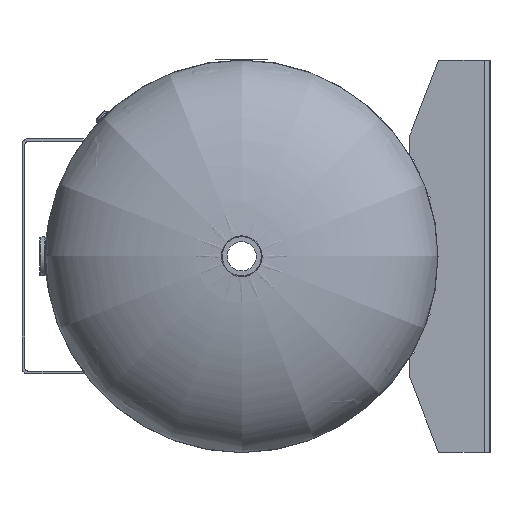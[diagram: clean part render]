
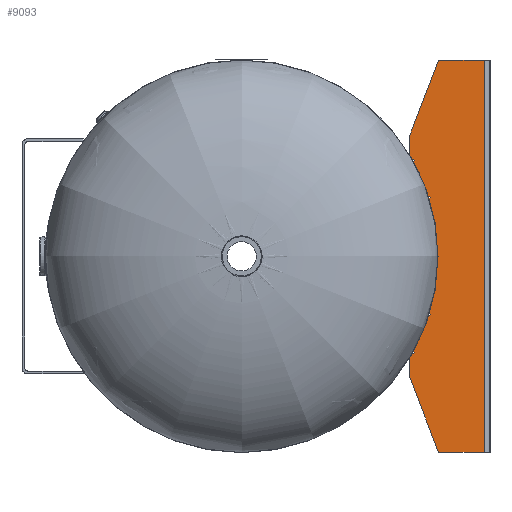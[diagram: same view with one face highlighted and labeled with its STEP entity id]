
A CAD part, left-side view. The second image highlights one B-rep face of the part: STEP entity #9093.
In plain terms, the highlighted planar face has unit normal (-1, 0, 0).
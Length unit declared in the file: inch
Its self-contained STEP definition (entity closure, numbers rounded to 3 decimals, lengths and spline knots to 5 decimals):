
#543=CIRCLE('',#9961,15.);
#545=CIRCLE('',#9964,15.);
#546=CIRCLE('',#9966,15.);
#548=CIRCLE('',#9969,15.);
#549=CIRCLE('',#9970,15.);
#861=PLANE('',#9968);
#1298=FACE_OUTER_BOUND('',#1830,.T.);
#1830=EDGE_LOOP('',(#8257,#8258,#8259,#8260,#8261,#8262,#8263,#8264,#8265,
#8266,#8267,#8268,#8269,#8270,#8271,#8272,#8273,#8274,#8275,#8276,#8277,
#8278,#8279,#8280));
#2683=LINE('',#16744,#3603);
#2686=LINE('',#16750,#3606);
#2689=LINE('',#16756,#3609);
#2693=LINE('',#16765,#3613);
#2696=LINE('',#16771,#3616);
#2699=LINE('',#16777,#3619);
#2703=LINE('',#16796,#3623);
#2704=LINE('',#16798,#3624);
#2705=LINE('',#16800,#3625);
#2706=LINE('',#16802,#3626);
#2707=LINE('',#16804,#3627);
#2708=LINE('',#16806,#3628);
#2709=LINE('',#16808,#3629);
#2710=LINE('',#16812,#3630);
#2711=LINE('',#16814,#3631);
#2712=LINE('',#16816,#3632);
#2713=LINE('',#16820,#3633);
#2714=LINE('',#16822,#3634);
#2715=LINE('',#16823,#3635);
#3603=VECTOR('',#12070,0.3937);
#3606=VECTOR('',#12075,0.3937);
#3609=VECTOR('',#12080,0.3937);
#3613=VECTOR('',#12086,0.3937);
#3616=VECTOR('',#12091,0.3937);
#3619=VECTOR('',#12096,0.3937);
#3623=VECTOR('',#12120,0.3937);
#3624=VECTOR('',#12121,0.3937);
#3625=VECTOR('',#12122,0.3937);
#3626=VECTOR('',#12123,0.3937);
#3627=VECTOR('',#12124,0.3937);
#3628=VECTOR('',#12125,0.3937);
#3629=VECTOR('',#12126,0.3937);
#3630=VECTOR('',#12129,0.3937);
#3631=VECTOR('',#12130,0.3937);
#3632=VECTOR('',#12131,0.3937);
#3633=VECTOR('',#12134,0.3937);
#3634=VECTOR('',#12135,0.3937);
#3635=VECTOR('',#12136,0.3937);
#4592=VERTEX_POINT('',#16741);
#4593=VERTEX_POINT('',#16743);
#4595=VERTEX_POINT('',#16749);
#4597=VERTEX_POINT('',#16755);
#4600=VERTEX_POINT('',#16762);
#4601=VERTEX_POINT('',#16764);
#4603=VERTEX_POINT('',#16770);
#4605=VERTEX_POINT('',#16776);
#4607=VERTEX_POINT('',#16782);
#4608=VERTEX_POINT('',#16789);
#4610=VERTEX_POINT('',#16795);
#4611=VERTEX_POINT('',#16797);
#4612=VERTEX_POINT('',#16799);
#4613=VERTEX_POINT('',#16801);
#4614=VERTEX_POINT('',#16803);
#4615=VERTEX_POINT('',#16805);
#4616=VERTEX_POINT('',#16807);
#4617=VERTEX_POINT('',#16809);
#4618=VERTEX_POINT('',#16811);
#4619=VERTEX_POINT('',#16813);
#4620=VERTEX_POINT('',#16815);
#4621=VERTEX_POINT('',#16817);
#4622=VERTEX_POINT('',#16819);
#4623=VERTEX_POINT('',#16821);
#5829=EDGE_CURVE('',#4593,#4592,#2683,.T.);
#5832=EDGE_CURVE('',#4595,#4593,#2686,.T.);
#5835=EDGE_CURVE('',#4597,#4595,#2689,.T.);
#5839=EDGE_CURVE('',#4601,#4600,#2693,.T.);
#5842=EDGE_CURVE('',#4603,#4601,#2696,.T.);
#5845=EDGE_CURVE('',#4605,#4603,#2699,.T.);
#5849=EDGE_CURVE('',#4600,#4607,#543,.T.);
#5851=EDGE_CURVE('',#4592,#4605,#545,.T.);
#5852=EDGE_CURVE('',#4608,#4597,#546,.T.);
#5855=EDGE_CURVE('',#4607,#4610,#2703,.T.);
#5856=EDGE_CURVE('',#4611,#4610,#2704,.T.);
#5857=EDGE_CURVE('',#4611,#4612,#2705,.T.);
#5858=EDGE_CURVE('',#4613,#4612,#2706,.T.);
#5859=EDGE_CURVE('',#4614,#4613,#2707,.T.);
#5860=EDGE_CURVE('',#4615,#4614,#2708,.T.);
#5861=EDGE_CURVE('',#4615,#4616,#2709,.T.);
#5862=EDGE_CURVE('',#4616,#4617,#548,.T.);
#5863=EDGE_CURVE('',#4617,#4618,#2710,.T.);
#5864=EDGE_CURVE('',#4618,#4619,#2711,.T.);
#5865=EDGE_CURVE('',#4619,#4620,#2712,.T.);
#5866=EDGE_CURVE('',#4620,#4621,#549,.T.);
#5867=EDGE_CURVE('',#4621,#4622,#2713,.T.);
#5868=EDGE_CURVE('',#4622,#4623,#2714,.T.);
#5869=EDGE_CURVE('',#4623,#4608,#2715,.T.);
#8257=ORIENTED_EDGE('',*,*,#5835,.T.);
#8258=ORIENTED_EDGE('',*,*,#5832,.T.);
#8259=ORIENTED_EDGE('',*,*,#5829,.T.);
#8260=ORIENTED_EDGE('',*,*,#5851,.T.);
#8261=ORIENTED_EDGE('',*,*,#5845,.T.);
#8262=ORIENTED_EDGE('',*,*,#5842,.T.);
#8263=ORIENTED_EDGE('',*,*,#5839,.T.);
#8264=ORIENTED_EDGE('',*,*,#5849,.T.);
#8265=ORIENTED_EDGE('',*,*,#5855,.T.);
#8266=ORIENTED_EDGE('',*,*,#5856,.F.);
#8267=ORIENTED_EDGE('',*,*,#5857,.T.);
#8268=ORIENTED_EDGE('',*,*,#5858,.F.);
#8269=ORIENTED_EDGE('',*,*,#5859,.F.);
#8270=ORIENTED_EDGE('',*,*,#5860,.F.);
#8271=ORIENTED_EDGE('',*,*,#5861,.T.);
#8272=ORIENTED_EDGE('',*,*,#5862,.T.);
#8273=ORIENTED_EDGE('',*,*,#5863,.T.);
#8274=ORIENTED_EDGE('',*,*,#5864,.T.);
#8275=ORIENTED_EDGE('',*,*,#5865,.T.);
#8276=ORIENTED_EDGE('',*,*,#5866,.T.);
#8277=ORIENTED_EDGE('',*,*,#5867,.T.);
#8278=ORIENTED_EDGE('',*,*,#5868,.T.);
#8279=ORIENTED_EDGE('',*,*,#5869,.T.);
#8280=ORIENTED_EDGE('',*,*,#5852,.T.);
#9093=ADVANCED_FACE('',(#1298),#861,.T.);
#9961=AXIS2_PLACEMENT_3D('',#16784,#12103,#12104);
#9964=AXIS2_PLACEMENT_3D('',#16787,#12109,#12110);
#9966=AXIS2_PLACEMENT_3D('',#16790,#12113,#12114);
#9968=AXIS2_PLACEMENT_3D('',#16794,#12118,#12119);
#9969=AXIS2_PLACEMENT_3D('',#16810,#12127,#12128);
#9970=AXIS2_PLACEMENT_3D('',#16818,#12132,#12133);
#12070=DIRECTION('',(0.,-0.358,0.934));
#12075=DIRECTION('',(0.,0.934,0.358));
#12080=DIRECTION('',(0.,0.358,-0.934));
#12086=DIRECTION('',(0.,-0.491,0.871));
#12091=DIRECTION('',(0.,0.871,0.491));
#12096=DIRECTION('',(0.,0.491,-0.871));
#12103=DIRECTION('center_axis',(1.,0.,0.));
#12104=DIRECTION('ref_axis',(0.,-1.,0.));
#12109=DIRECTION('center_axis',(1.,0.,0.));
#12110=DIRECTION('ref_axis',(0.,-1.,0.));
#12113=DIRECTION('center_axis',(1.,0.,0.));
#12114=DIRECTION('ref_axis',(0.,-1.,0.));
#12118=DIRECTION('center_axis',(-1.,0.,0.));
#12119=DIRECTION('ref_axis',(0.,0.,1.));
#12120=DIRECTION('',(0.,1.,0.));
#12121=DIRECTION('',(0.,-0.934,0.358));
#12122=DIRECTION('',(0.,0.,-1.));
#12123=DIRECTION('',(0.,1.,0.));
#12124=DIRECTION('',(0.,0.,-1.));
#12125=DIRECTION('',(0.,-0.934,-0.358));
#12126=DIRECTION('',(0.,1.,0.));
#12127=DIRECTION('center_axis',(1.,0.,0.));
#12128=DIRECTION('ref_axis',(0.,-1.,0.));
#12129=DIRECTION('',(0.,-0.491,-0.871));
#12130=DIRECTION('',(0.,0.871,-0.491));
#12131=DIRECTION('',(0.,0.491,0.871));
#12132=DIRECTION('center_axis',(1.,0.,0.));
#12133=DIRECTION('ref_axis',(0.,-1.,0.));
#12134=DIRECTION('',(0.,-0.358,-0.934));
#12135=DIRECTION('',(0.,0.934,-0.358));
#12136=DIRECTION('',(0.,0.358,0.934));
#16741=CARTESIAN_POINT('',(-2.,4.53086,4.70065));
#16743=CARTESIAN_POINT('',(-2.,4.56663,4.60727));
#16744=CARTESIAN_POINT('',(-2.,3.03345,8.61055));
#16749=CARTESIAN_POINT('',(-2.,4.47342,4.57157));
#16750=CARTESIAN_POINT('',(-2.,-3.7014,1.44079));
#16755=CARTESIAN_POINT('',(-2.,4.43543,4.67077));
#16756=CARTESIAN_POINT('',(-2.,2.95813,8.52817));
#16762=CARTESIAN_POINT('',(-2.,7.36865,5.93467));
#16764=CARTESIAN_POINT('',(-2.,7.41761,5.84785));
#16765=CARTESIAN_POINT('',(-2.,4.61556,10.81617));
#16770=CARTESIAN_POINT('',(-2.,7.33051,5.79873));
#16771=CARTESIAN_POINT('',(-2.,-1.01362,1.09277));
#16776=CARTESIAN_POINT('',(-2.,7.28139,5.88583));
#16777=CARTESIAN_POINT('',(-2.,4.55294,10.72364));
#16782=CARTESIAN_POINT('',(-2.,7.79999,6.1875));
#16784=CARTESIAN_POINT('Origin',(-2.,0.,19.));
#16787=CARTESIAN_POINT('Origin',(-2.,0.,19.));
#16789=CARTESIAN_POINT('',(-2.,-4.43543,4.67077));
#16790=CARTESIAN_POINT('Origin',(-2.,0.,19.));
#16794=CARTESIAN_POINT('Origin',(-2.,-15.,6.1875));
#16795=CARTESIAN_POINT('',(-2.,9.125,6.1875));
#16796=CARTESIAN_POINT('',(-2.,-15.,6.1875));
#16797=CARTESIAN_POINT('',(-2.,15.,3.9375));
#16798=CARTESIAN_POINT('',(-2.,0.07418,9.65377));
#16799=CARTESIAN_POINT('',(-2.,15.,0.4293));
#16800=CARTESIAN_POINT('',(-2.,15.,6.1875));
#16801=CARTESIAN_POINT('',(-2.,-15.,0.4293));
#16802=CARTESIAN_POINT('',(-2.,15.,0.4293));
#16803=CARTESIAN_POINT('',(-2.,-15.,3.9375));
#16804=CARTESIAN_POINT('',(-2.,-15.,6.1875));
#16805=CARTESIAN_POINT('',(-2.,-9.125,6.1875));
#16806=CARTESIAN_POINT('',(-2.,-13.15551,4.6439));
#16807=CARTESIAN_POINT('',(-2.,-7.79999,6.1875));
#16808=CARTESIAN_POINT('',(-2.,-15.,6.1875));
#16809=CARTESIAN_POINT('',(-2.,-7.36865,5.93467));
#16810=CARTESIAN_POINT('Origin',(-2.,0.,19.));
#16811=CARTESIAN_POINT('',(-2.,-7.41761,5.84785));
#16812=CARTESIAN_POINT('',(-2.,-8.23536,4.39791));
#16813=CARTESIAN_POINT('',(-2.,-7.33051,5.79873));
#16814=CARTESIAN_POINT('',(-2.,-10.36658,7.51103));
#16815=CARTESIAN_POINT('',(-2.,-7.28139,5.88583));
#16816=CARTESIAN_POINT('',(-2.,-8.17274,4.30538));
#16817=CARTESIAN_POINT('',(-2.,-4.53086,4.70065));
#16818=CARTESIAN_POINT('Origin',(-2.,0.,19.));
#16819=CARTESIAN_POINT('',(-2.,-4.56663,4.60727));
#16820=CARTESIAN_POINT('',(-2.,-4.95213,3.60068));
#16821=CARTESIAN_POINT('',(-2.,-4.47342,4.57157));
#16822=CARTESIAN_POINT('',(-2.,-9.37993,6.45066));
#16823=CARTESIAN_POINT('',(-2.,-4.8768,3.5183));
